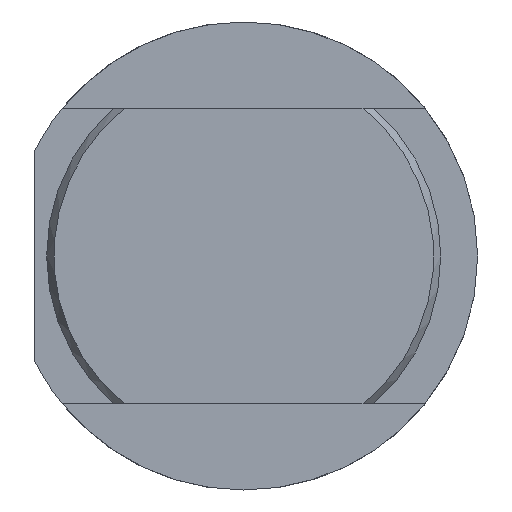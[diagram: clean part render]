
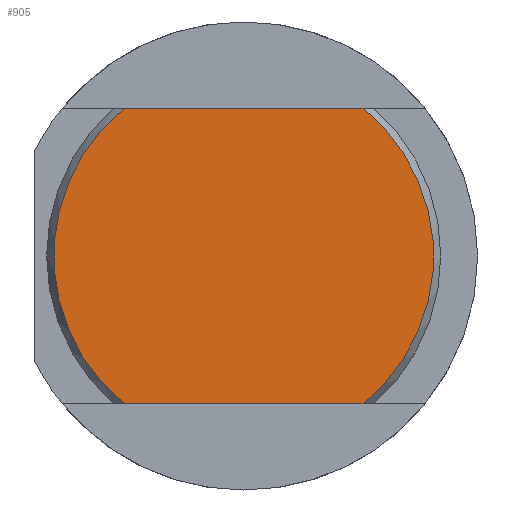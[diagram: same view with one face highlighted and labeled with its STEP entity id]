
A CAD part, left-side view. The second image highlights one B-rep face of the part: STEP entity #905.
In plain terms, the highlighted planar face has unit normal (-1, 0, 0).
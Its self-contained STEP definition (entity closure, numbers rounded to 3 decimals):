
#35 = VERTEX_POINT ( 'NONE', #199 ) ;
#79 = VERTEX_POINT ( 'NONE', #243 ) ;
#119 = VERTEX_POINT ( 'NONE', #283 ) ;
#125 = VERTEX_POINT ( 'NONE', #289 ) ;
#199 = CARTESIAN_POINT ( 'NONE',  ( 0., -4.844, -6. ) ) ;
#243 = CARTESIAN_POINT ( 'NONE',  ( 0., 4.844, -6. ) ) ;
#283 = CARTESIAN_POINT ( 'NONE',  ( 0., 4.844, 6. ) ) ;
#289 = CARTESIAN_POINT ( 'NONE',  ( 0., -4.844, 6. ) ) ;
#706 = EDGE_LOOP ( 'NONE', ( #2739, #2803, #2909, #2772 ) ) ;
#905 = ADVANCED_FACE ( 'NONE', ( #3302 ), #1212, .F. ) ;
#1211 = CARTESIAN_POINT ( 'NONE',  ( 0., 0., 0. ) ) ;
#1212 = PLANE ( 'NONE',  #2494 ) ;
#1214 = DIRECTION ( 'NONE',  ( 1., 0., 0. ) ) ;
#1215 = DIRECTION ( 'NONE',  ( 0., 0., -1. ) ) ;
#1308 = CARTESIAN_POINT ( 'NONE',  ( 0., 0., 0. ) ) ;
#1309 = DIRECTION ( 'NONE',  ( -1., 0., 0. ) ) ;
#1310 = DIRECTION ( 'NONE',  ( 0., 0., -1. ) ) ;
#1987 = CARTESIAN_POINT ( 'NONE',  ( 0., 0., 0. ) ) ;
#1997 = DIRECTION ( 'NONE',  ( -1., 0., 0. ) ) ;
#1998 = DIRECTION ( 'NONE',  ( 0., 0., -1. ) ) ;
#2005 = CARTESIAN_POINT ( 'NONE',  ( 0., 7.365, 6. ) ) ;
#2006 = DIRECTION ( 'NONE',  ( 0., -1., 0. ) ) ;
#2007 = CARTESIAN_POINT ( 'NONE',  ( 0., 7.365, -6. ) ) ;
#2018 = DIRECTION ( 'NONE',  ( 0., 1., 0. ) ) ;
#2145 = EDGE_CURVE ( 'NONE', #119, #79, #3355, .T. ) ;
#2375 = EDGE_CURVE ( 'NONE', #35, #125, #3657, .T. ) ;
#2379 = EDGE_CURVE ( 'NONE', #119, #125, #3660, .T. ) ;
#2384 = EDGE_CURVE ( 'NONE', #35, #79, #3664, .T. ) ;
#2494 = AXIS2_PLACEMENT_3D ( 'NONE', #1211, #1214, #1215 ) ;
#2532 = AXIS2_PLACEMENT_3D ( 'NONE', #1308, #1309, #1310 ) ;
#2653 = AXIS2_PLACEMENT_3D ( 'NONE', #1987, #1997, #1998 ) ;
#2739 = ORIENTED_EDGE ( 'NONE', *, *, #2375, .T. ) ;
#2772 = ORIENTED_EDGE ( 'NONE', *, *, #2384, .F. ) ;
#2803 = ORIENTED_EDGE ( 'NONE', *, *, #2379, .F. ) ;
#2909 = ORIENTED_EDGE ( 'NONE', *, *, #2145, .T. ) ;
#3302 = FACE_OUTER_BOUND ( 'NONE', #706, .T. ) ;
#3355 = CIRCLE ( 'NONE', #2532, 7.711 ) ;
#3657 = CIRCLE ( 'NONE', #2653, 7.711 ) ;
#3660 = LINE ( 'NONE', #2005, #3661 ) ;
#3661 = VECTOR ( 'NONE', #2006, 1000. ) ;
#3664 = LINE ( 'NONE', #2007, #3668 ) ;
#3668 = VECTOR ( 'NONE', #2018, 1000. ) ;
